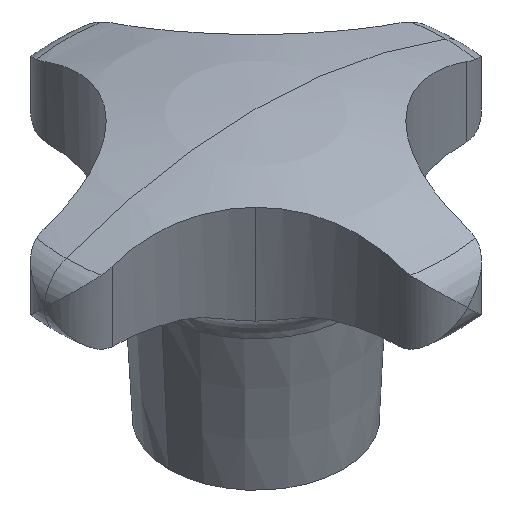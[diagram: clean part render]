
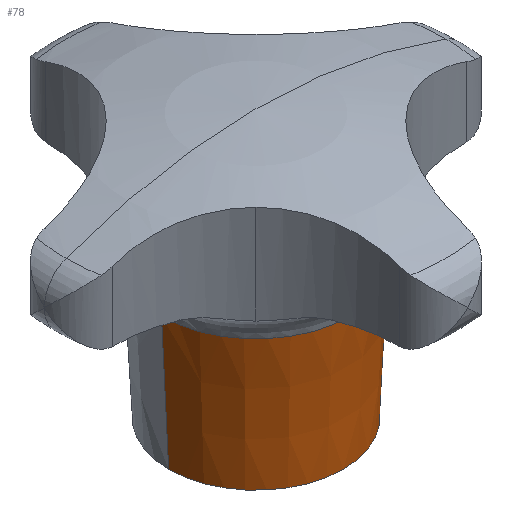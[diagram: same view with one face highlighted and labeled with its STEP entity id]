
A CAD part, isometric view. The second image highlights one B-rep face of the part: STEP entity #78.
In plain terms, the highlighted conical face has half-angle 3 degrees and reference radius 13.531 mm.
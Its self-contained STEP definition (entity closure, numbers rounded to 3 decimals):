
#78=ADVANCED_FACE('',(#190),#191,.T.);
#190=FACE_OUTER_BOUND('',#334,.T.);
#191=CONICAL_SURFACE('',#335,13.531,0.052);
#334=EDGE_LOOP('',(#500,#501,#502,#503));
#335=AXIS2_PLACEMENT_3D('',#504,#505,#506);
#500=ORIENTED_EDGE('',*,*,#901,.F.);
#501=ORIENTED_EDGE('',*,*,#902,.T.);
#502=ORIENTED_EDGE('',*,*,#903,.F.);
#503=ORIENTED_EDGE('',*,*,#904,.F.);
#504=CARTESIAN_POINT('',(0.,0.,10.131));
#505=DIRECTION('',(-0.0,-0.0,1.0));
#506=DIRECTION('',(1.0,0.,0.0));
#901=EDGE_CURVE('',#1083,#1084,#1085,.T.);
#902=EDGE_CURVE('',#1083,#1086,#1087,.T.);
#903=EDGE_CURVE('',#1088,#1086,#1089,.T.);
#904=EDGE_CURVE('',#1084,#1088,#1090,.T.);
#1083=VERTEX_POINT('',#1469);
#1084=VERTEX_POINT('',#1470);
#1085=LINE('',#1471,#1472);
#1086=VERTEX_POINT('',#1473);
#1087=CIRCLE('',#1474,14.062);
#1088=VERTEX_POINT('',#1475);
#1089=LINE('',#1476,#1477);
#1090=CIRCLE('',#1478,13.0);
#1469=CARTESIAN_POINT('',(14.062,0.,20.262));
#1470=CARTESIAN_POINT('',(13.0,0.,0.));
#1471=CARTESIAN_POINT('',(13.531,0.,10.131));
#1472=VECTOR('',#2206,1.0);
#1473=CARTESIAN_POINT('',(-14.062,0.,20.262));
#1474=AXIS2_PLACEMENT_3D('',#2207,#2208,#2209);
#1475=CARTESIAN_POINT('',(-13.0,0.,0.));
#1476=CARTESIAN_POINT('',(-13.531,0.,10.131));
#1477=VECTOR('',#2210,1.0);
#1478=AXIS2_PLACEMENT_3D('',#2211,#2212,#2213);
#2206=DIRECTION('',(-0.052,0.,-0.999));
#2207=CARTESIAN_POINT('',(0.,0.,20.262));
#2208=DIRECTION('',(0.0,0.0,-1.0));
#2209=DIRECTION('',(1.0,0.,0.0));
#2210=DIRECTION('',(-0.052,0.,0.999));
#2211=CARTESIAN_POINT('',(0.,0.,0.));
#2212=DIRECTION('',(0.0,0.0,-1.0));
#2213=DIRECTION('',(1.0,0.,0.0));
